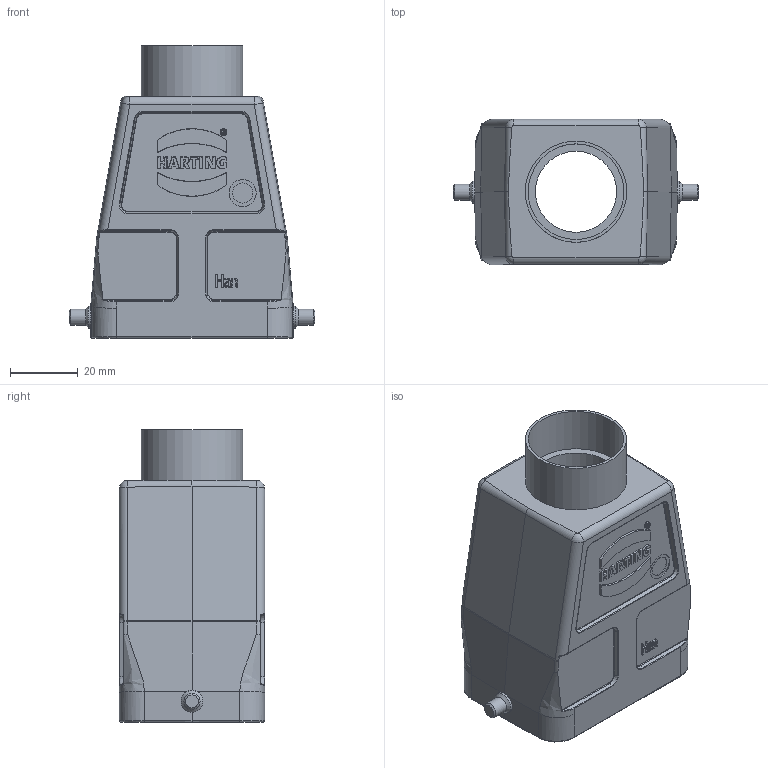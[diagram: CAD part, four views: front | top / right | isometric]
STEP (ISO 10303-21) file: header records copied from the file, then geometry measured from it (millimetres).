
FILE_DESCRIPTION(/* description */ (''),/* implementation_level */ '2;1');
FILE_NAME(/* name */ '100768453ugm000_a.stp',/* time_stamp */ '2018-03-07T14:27:48+01:00',/* author */ (''),/* organization */ (''),/* preprocessor_version */ 'ST-DEVELOPER v16',/* originating_system */ 'SIEMENS PLM Software NX 10.0',/* authorisation */ '');
FILE_SCHEMA (('AUTOMOTIVE_DESIGN { 1 0 10303 214 3 1 1 1 }'));
Length unit declared in the file: millimetre
Products named in the file (1): 100768453ugm000_a
Bounding box: 72.8 x 43 x 86.6 mm (x, y, z)
Volume: 51104.7 mm3; surface area: 31276.3 mm2
Topology: 1 solids, 1 shells, 463 faces, 1114 edges, 681 vertices
Faces by surface type: plane 170, cylinder 127, bspline 92, torus 41, cone 29, sphere 4
Full cylindrical faces by diameter (mm): 3 x4, 4 x2, 4.8 x2, 6 x1, 6.5 x2, 8 x1, 24 x1, 28.3 x2, 30 x1
Entity records: 19549 total; most frequent: CARTESIAN_POINT 6109, ORIENTED_EDGE 2150, DIRECTION 2021, EDGE_CURVE 1075, AXIS2_PLACEMENT_3D 762, VERTEX_POINT 669, EDGE_LOOP 520, LINE 497
